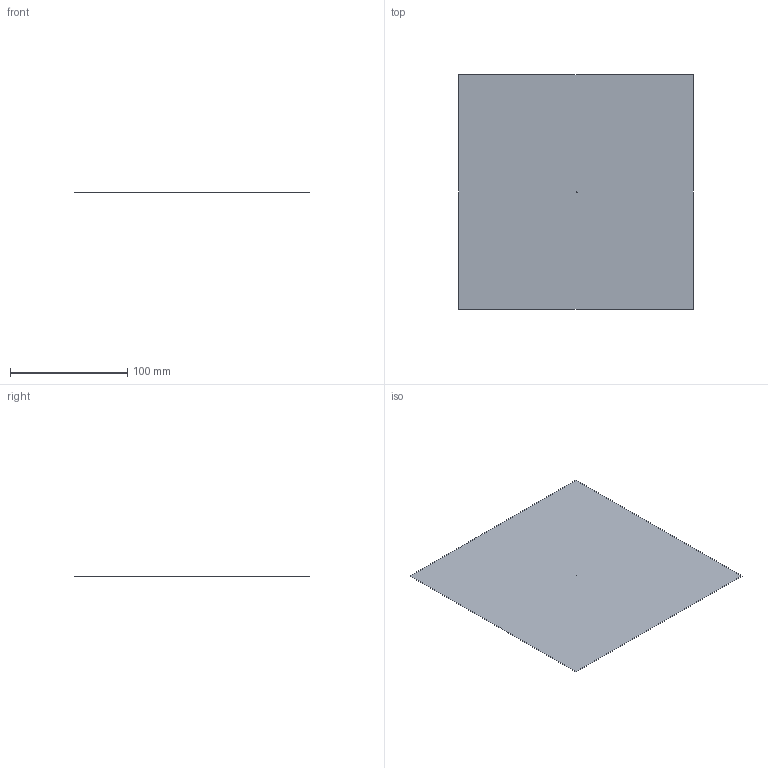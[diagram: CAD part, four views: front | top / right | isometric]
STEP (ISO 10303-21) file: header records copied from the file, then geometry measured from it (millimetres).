
FILE_DESCRIPTION(/* description */ (''),/* implementation_level */ '2;1');
FILE_NAME(/* name */ 'SD7003TE',/* time_stamp */ '2015-04-27T13:27:05-04:00',/* author */ (''),/* organization */ (''),/* preprocessor_version */ 'ST-DEVELOPER v15',/* originating_system */ '',/* authorisation */ '');
FILE_SCHEMA (('CONFIG_CONTROL_DESIGN'));
Length unit declared in the file: millimetre
Products named in the file (1): Document
Bounding box: 200 x 200 x 0 mm (x, y, z)
Surface area: 39999.9 mm2 (no closed solid volume)
Topology: 0 solids, 1 shells, 1 faces, 7 edges, 7 vertices
Faces by surface type: plane 1
Entity records: 432 total; most frequent: CARTESIAN_POINT 276, B_SPLINE_CURVE_WITH_KNOTS 14, ORIENTED_EDGE 7, PCURVE 7, DEFINITIONAL_REPRESENTATION 7, SURFACE_CURVE 7, EDGE_CURVE 7, VERTEX_POINT 7
